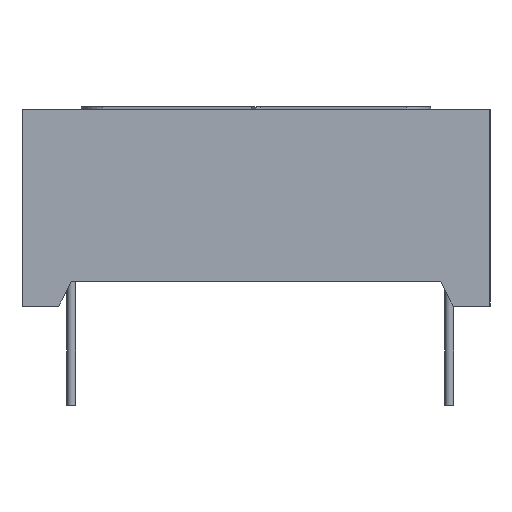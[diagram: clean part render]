
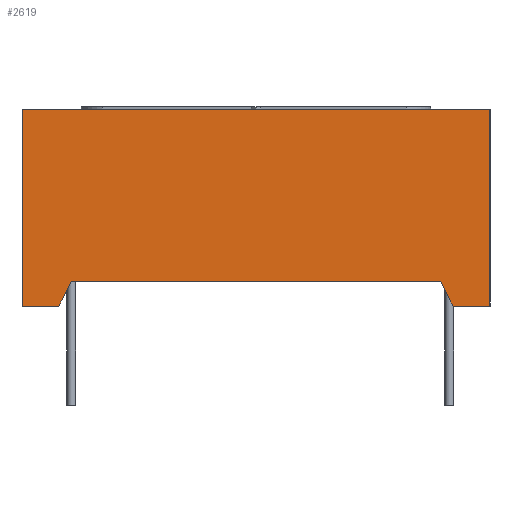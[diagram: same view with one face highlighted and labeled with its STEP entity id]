
A CAD part, left-side view. The second image highlights one B-rep face of the part: STEP entity #2619.
In plain terms, the highlighted planar face has unit normal (-1, 0, 0).
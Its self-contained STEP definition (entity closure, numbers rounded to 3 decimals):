
#166=PLANE('',#2875);
#306=FACE_OUTER_BOUND('',#486,.T.);
#486=EDGE_LOOP('',(#2147,#2148,#2149,#2150,#2151,#2152,#2153,#2154));
#629=LINE('',#3982,#896);
#633=LINE('',#3989,#900);
#701=LINE('',#4163,#968);
#704=LINE('',#4168,#971);
#706=LINE('',#4172,#973);
#707=LINE('',#4174,#974);
#708=LINE('',#4175,#975);
#709=LINE('',#4176,#976);
#896=VECTOR('',#3252,1.434);
#900=VECTOR('',#3258,1.434);
#968=VECTOR('',#3382,1.434);
#971=VECTOR('',#3387,1.434);
#973=VECTOR('',#3391,1.434);
#974=VECTOR('',#3392,1.434);
#975=VECTOR('',#3393,1.434);
#976=VECTOR('',#3394,1.434);
#1290=VERTEX_POINT('',#3979);
#1291=VERTEX_POINT('',#3981);
#1293=VERTEX_POINT('',#3987);
#1370=VERTEX_POINT('',#4161);
#1371=VERTEX_POINT('',#4162);
#1372=VERTEX_POINT('',#4167);
#1373=VERTEX_POINT('',#4171);
#1374=VERTEX_POINT('',#4173);
#1566=EDGE_CURVE('',#1291,#1290,#629,.T.);
#1570=EDGE_CURVE('',#1290,#1293,#633,.T.);
#1653=EDGE_CURVE('',#1370,#1371,#701,.T.);
#1656=EDGE_CURVE('',#1291,#1372,#704,.T.);
#1658=EDGE_CURVE('',#1373,#1293,#706,.T.);
#1659=EDGE_CURVE('',#1374,#1373,#707,.T.);
#1660=EDGE_CURVE('',#1370,#1374,#708,.T.);
#1661=EDGE_CURVE('',#1371,#1372,#709,.T.);
#2147=ORIENTED_EDGE('',*,*,#1656,.F.);
#2148=ORIENTED_EDGE('',*,*,#1566,.T.);
#2149=ORIENTED_EDGE('',*,*,#1570,.T.);
#2150=ORIENTED_EDGE('',*,*,#1658,.F.);
#2151=ORIENTED_EDGE('',*,*,#1659,.F.);
#2152=ORIENTED_EDGE('',*,*,#1660,.F.);
#2153=ORIENTED_EDGE('',*,*,#1653,.T.);
#2154=ORIENTED_EDGE('',*,*,#1661,.T.);
#2619=ADVANCED_FACE('',(#306),#166,.T.);
#2875=AXIS2_PLACEMENT_3D('',#4170,#3389,#3390);
#3252=DIRECTION('',(0.,0.,1.));
#3258=DIRECTION('',(0.,1.,0.));
#3382=DIRECTION('',(0.,-1.,0.));
#3387=DIRECTION('',(0.,1.,0.));
#3389=DIRECTION('center_axis',(-1.,0.,0.));
#3390=DIRECTION('ref_axis',(0.,1.,0.));
#3391=DIRECTION('',(0.,0.,1.));
#3392=DIRECTION('',(0.,1.,0.));
#3393=DIRECTION('',(0.,0.447,-0.894));
#3394=DIRECTION('',(0.,-0.447,-0.894));
#3979=CARTESIAN_POINT('',(-26.95,-13.185,11.035));
#3981=CARTESIAN_POINT('',(-26.95,-13.185,-0.434));
#3982=CARTESIAN_POINT('',(-26.95,-13.185,-0.434));
#3987=CARTESIAN_POINT('',(-26.95,14.052,11.035));
#3989=CARTESIAN_POINT('',(-26.95,-13.185,11.035));
#4161=CARTESIAN_POINT('',(-26.95,11.185,1.));
#4162=CARTESIAN_POINT('',(-26.95,-10.318,1.));
#4163=CARTESIAN_POINT('',(-26.95,11.185,1.));
#4167=CARTESIAN_POINT('',(-26.95,-11.035,-0.434));
#4168=CARTESIAN_POINT('',(-26.95,-13.185,-0.434));
#4170=CARTESIAN_POINT('Origin',(-26.95,-13.185,-0.434));
#4171=CARTESIAN_POINT('',(-26.95,14.052,-0.434));
#4172=CARTESIAN_POINT('',(-26.95,14.052,-0.434));
#4173=CARTESIAN_POINT('',(-26.95,11.902,-0.434));
#4174=CARTESIAN_POINT('',(-26.95,-13.185,-0.434));
#4175=CARTESIAN_POINT('',(-26.95,11.185,1.));
#4176=CARTESIAN_POINT('',(-26.95,-10.318,1.));
